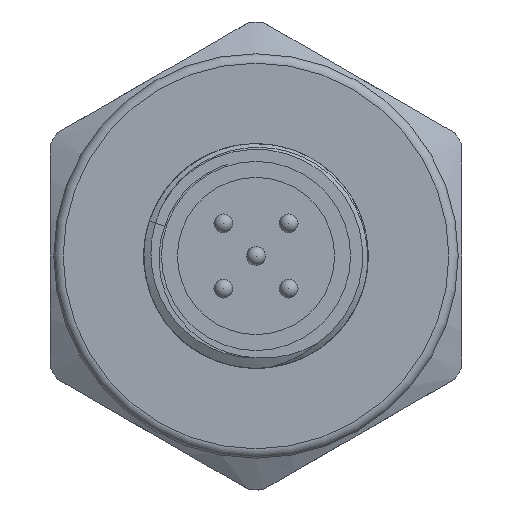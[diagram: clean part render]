
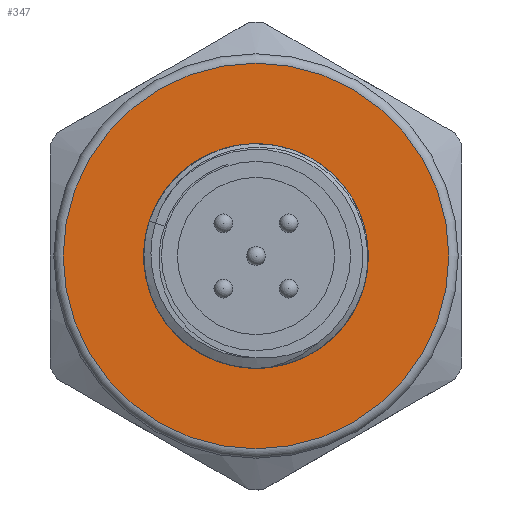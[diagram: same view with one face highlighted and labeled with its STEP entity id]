
A CAD part, left-side view. The second image highlights one B-rep face of the part: STEP entity #347.
In plain terms, the highlighted planar face has unit normal (-1, 0, 0).
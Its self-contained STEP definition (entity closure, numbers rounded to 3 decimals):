
#111=PLANE('',#1388);
#347=ADVANCED_FACE('',(#458,#459),#111,.F.);
#458=FACE_BOUND('',#588,.T.);
#459=FACE_BOUND('',#589,.T.);
#588=EDGE_LOOP('',(#855));
#589=EDGE_LOOP('',(#856));
#855=ORIENTED_EDGE('',*,*,#1195,.T.);
#856=ORIENTED_EDGE('',*,*,#1196,.T.);
#1049=VERTEX_POINT('',#3871);
#1050=VERTEX_POINT('',#3874);
#1195=EDGE_CURVE('',#1049,#1049,#1286,.T.);
#1196=EDGE_CURVE('',#1050,#1050,#1287,.T.);
#1286=CIRCLE('',#1385,10.3);
#1287=CIRCLE('',#1387,5.5);
#1385=AXIS2_PLACEMENT_3D('',#3870,#1599,#1600);
#1387=AXIS2_PLACEMENT_3D('',#3873,#1603,#1604);
#1388=AXIS2_PLACEMENT_3D('',#3875,#1605,#1606);
#1599=DIRECTION('',(-1.,0.,0.));
#1600=DIRECTION('',(0.,0.,1.));
#1603=DIRECTION('',(1.,0.,0.));
#1604=DIRECTION('',(0.,0.,-1.));
#1605=DIRECTION('',(1.,0.,0.));
#1606=DIRECTION('',(0.,-1.,0.));
#3870=CARTESIAN_POINT('',(-1.7,12.5,-12.5));
#3871=CARTESIAN_POINT('',(-1.7,12.5,-2.2));
#3873=CARTESIAN_POINT('',(-1.7,12.5,-12.5));
#3874=CARTESIAN_POINT('',(-1.7,12.5,-18.));
#3875=CARTESIAN_POINT('',(-1.7,12.5,-12.5));
